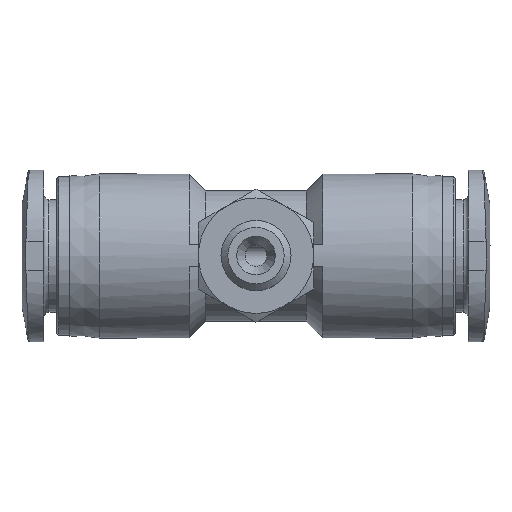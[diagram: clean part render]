
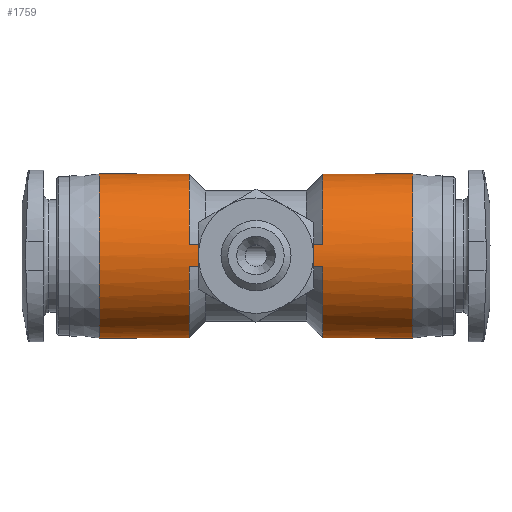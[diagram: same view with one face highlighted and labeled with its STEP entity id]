
A CAD part, top view. The second image highlights one B-rep face of the part: STEP entity #1759.
In plain terms, the highlighted cylindrical face has radius 5.65 mm (diameter 11.3 mm), a full revolution.
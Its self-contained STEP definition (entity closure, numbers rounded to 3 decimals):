
#32=CYLINDRICAL_SURFACE('',#1899,5.65);
#89=LINE('',#2758,#123);
#90=LINE('',#2759,#124);
#91=LINE('',#2760,#125);
#92=LINE('',#2761,#126);
#93=LINE('',#2762,#127);
#94=LINE('',#2763,#128);
#123=VECTOR('',#2178,1000.);
#124=VECTOR('',#2179,1000.);
#125=VECTOR('',#2180,1000.);
#126=VECTOR('',#2181,1000.);
#127=VECTOR('',#2182,1000.);
#128=VECTOR('',#2183,1000.);
#181=CIRCLE('',#1827,5.65);
#182=CIRCLE('',#1829,5.65);
#183=CIRCLE('',#1831,5.65);
#184=CIRCLE('',#1833,5.65);
#214=CIRCLE('',#1898,5.65);
#215=CIRCLE('',#1900,5.65);
#430=ORIENTED_EDGE('',*,*,#681,.F.);
#431=ORIENTED_EDGE('',*,*,#680,.T.);
#432=ORIENTED_EDGE('',*,*,#682,.T.);
#433=ORIENTED_EDGE('',*,*,#603,.F.);
#434=ORIENTED_EDGE('',*,*,#683,.F.);
#435=ORIENTED_EDGE('',*,*,#588,.T.);
#436=ORIENTED_EDGE('',*,*,#684,.T.);
#437=ORIENTED_EDGE('',*,*,#600,.F.);
#438=ORIENTED_EDGE('',*,*,#685,.F.);
#439=ORIENTED_EDGE('',*,*,#606,.T.);
#440=ORIENTED_EDGE('',*,*,#686,.T.);
#441=ORIENTED_EDGE('',*,*,#587,.T.);
#442=ORIENTED_EDGE('',*,*,#687,.F.);
#443=ORIENTED_EDGE('',*,*,#609,.T.);
#587=EDGE_CURVE('',#739,#740,#840,.T.);
#588=EDGE_CURVE('',#741,#738,#841,.T.);
#600=EDGE_CURVE('',#751,#752,#181,.T.);
#603=EDGE_CURVE('',#753,#754,#182,.T.);
#606=EDGE_CURVE('',#756,#755,#183,.T.);
#609=EDGE_CURVE('',#758,#757,#184,.T.);
#680=EDGE_CURVE('',#808,#808,#214,.T.);
#681=EDGE_CURVE('',#809,#809,#215,.T.);
#682=EDGE_CURVE('',#757,#754,#89,.T.);
#683=EDGE_CURVE('',#741,#753,#90,.T.);
#684=EDGE_CURVE('',#738,#752,#91,.T.);
#685=EDGE_CURVE('',#756,#751,#92,.T.);
#686=EDGE_CURVE('',#755,#739,#93,.T.);
#687=EDGE_CURVE('',#758,#740,#94,.T.);
#738=VERTEX_POINT('',#2406);
#739=VERTEX_POINT('',#2408);
#740=VERTEX_POINT('',#2418);
#741=VERTEX_POINT('',#2420);
#751=VERTEX_POINT('',#2461);
#752=VERTEX_POINT('',#2463);
#753=VERTEX_POINT('',#2473);
#754=VERTEX_POINT('',#2475);
#755=VERTEX_POINT('',#2485);
#756=VERTEX_POINT('',#2487);
#757=VERTEX_POINT('',#2497);
#758=VERTEX_POINT('',#2499);
#808=VERTEX_POINT('',#2754);
#809=VERTEX_POINT('',#2757);
#840=B_SPLINE_CURVE_WITH_KNOTS('',3,(#2428,#2429,#2430,#2431),
 .UNSPECIFIED.,.F.,.F.,(4,4),(0.,0.002),
 .UNSPECIFIED.);
#841=B_SPLINE_CURVE_WITH_KNOTS('',3,(#2432,#2433,#2434,#2435),
 .UNSPECIFIED.,.F.,.F.,(4,4),(0.,0.002),.UNSPECIFIED.);
#954=EDGE_LOOP('',(#430));
#955=EDGE_LOOP('',(#431));
#956=EDGE_LOOP('',(#432,#433,#434,#435,#436,#437,#438,#439,#440,#441,#442,
#443));
#1074=FACE_BOUND('',#954,.T.);
#1075=FACE_BOUND('',#955,.T.);
#1076=FACE_BOUND('',#956,.T.);
#1759=ADVANCED_FACE('',(#1074,#1075,#1076),#32,.T.);
#1827=AXIS2_PLACEMENT_3D('',#2462,#2022,#2023);
#1829=AXIS2_PLACEMENT_3D('',#2474,#2026,#2027);
#1831=AXIS2_PLACEMENT_3D('',#2486,#2030,#2031);
#1833=AXIS2_PLACEMENT_3D('',#2498,#2034,#2035);
#1898=AXIS2_PLACEMENT_3D('',#2753,#2172,#2173);
#1899=AXIS2_PLACEMENT_3D('',#2755,#2174,#2175);
#1900=AXIS2_PLACEMENT_3D('',#2756,#2176,#2177);
#2022=DIRECTION('',(1.,0.,0.));
#2023=DIRECTION('',(0.,0.,-1.));
#2026=DIRECTION('',(1.,0.,0.));
#2027=DIRECTION('',(0.,0.,-1.));
#2030=DIRECTION('',(1.,0.,0.));
#2031=DIRECTION('',(0.,0.,-1.));
#2034=DIRECTION('',(1.,0.,0.));
#2035=DIRECTION('',(0.,0.,-1.));
#2172=DIRECTION('',(1.,0.,0.));
#2173=DIRECTION('',(0.,0.,-1.));
#2174=DIRECTION('',(1.,0.,0.));
#2175=DIRECTION('',(0.,0.,-1.));
#2176=DIRECTION('',(1.,0.,0.));
#2177=DIRECTION('',(0.,0.,-1.));
#2178=DIRECTION('',(-1.,0.,0.));
#2179=DIRECTION('',(-1.,0.,0.));
#2180=DIRECTION('',(-1.,0.,0.));
#2181=DIRECTION('',(-1.,0.,0.));
#2182=DIRECTION('',(-1.,0.,0.));
#2183=DIRECTION('',(-1.,0.,0.));
#2406=CARTESIAN_POINT('',(-3.695,0.75,5.6));
#2408=CARTESIAN_POINT('',(3.695,0.75,5.6));
#2418=CARTESIAN_POINT('',(3.695,-0.75,5.6));
#2420=CARTESIAN_POINT('',(-3.695,-0.75,5.6));
#2428=CARTESIAN_POINT('',(3.695,0.75,5.6));
#2429=CARTESIAN_POINT('',(3.795,0.256,5.666));
#2430=CARTESIAN_POINT('',(3.795,-0.256,5.666));
#2431=CARTESIAN_POINT('',(3.695,-0.75,5.6));
#2432=CARTESIAN_POINT('',(-3.695,-0.75,5.6));
#2433=CARTESIAN_POINT('',(-3.795,-0.256,5.666));
#2434=CARTESIAN_POINT('',(-3.795,0.256,5.666));
#2435=CARTESIAN_POINT('',(-3.695,0.75,5.6));
#2461=CARTESIAN_POINT('',(-4.6,0.75,-5.6));
#2462=CARTESIAN_POINT('',(-4.6,0.,0.));
#2463=CARTESIAN_POINT('',(-4.6,0.75,5.6));
#2473=CARTESIAN_POINT('',(-4.6,-0.75,5.6));
#2474=CARTESIAN_POINT('',(-4.6,0.,0.));
#2475=CARTESIAN_POINT('',(-4.6,-0.75,-5.6));
#2485=CARTESIAN_POINT('',(4.6,0.75,5.6));
#2486=CARTESIAN_POINT('',(4.6,0.,0.));
#2487=CARTESIAN_POINT('',(4.6,0.75,-5.6));
#2497=CARTESIAN_POINT('',(4.6,-0.75,-5.6));
#2498=CARTESIAN_POINT('',(4.6,0.,0.));
#2499=CARTESIAN_POINT('',(4.6,-0.75,5.6));
#2753=CARTESIAN_POINT('',(-10.8,0.,0.));
#2754=CARTESIAN_POINT('',(-10.8,0.,-5.65));
#2755=CARTESIAN_POINT('',(16.1,0.,0.));
#2756=CARTESIAN_POINT('',(10.8,0.,0.));
#2757=CARTESIAN_POINT('',(10.8,0.,-5.65));
#2758=CARTESIAN_POINT('',(4.6,-0.75,-5.6));
#2759=CARTESIAN_POINT('',(4.6,-0.75,5.6));
#2760=CARTESIAN_POINT('',(4.6,0.75,5.6));
#2761=CARTESIAN_POINT('',(4.6,0.75,-5.6));
#2762=CARTESIAN_POINT('',(4.6,0.75,5.6));
#2763=CARTESIAN_POINT('',(4.6,-0.75,5.6));
